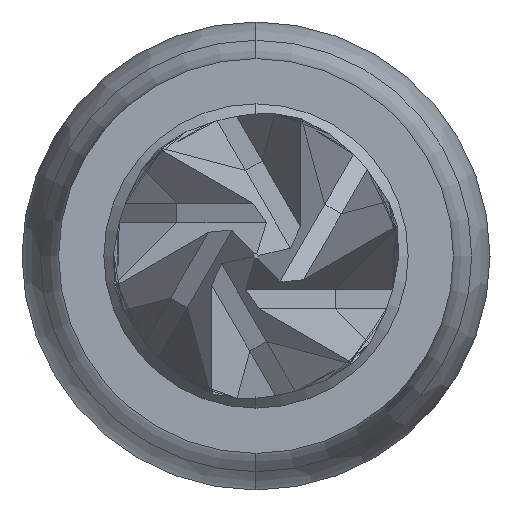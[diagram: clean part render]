
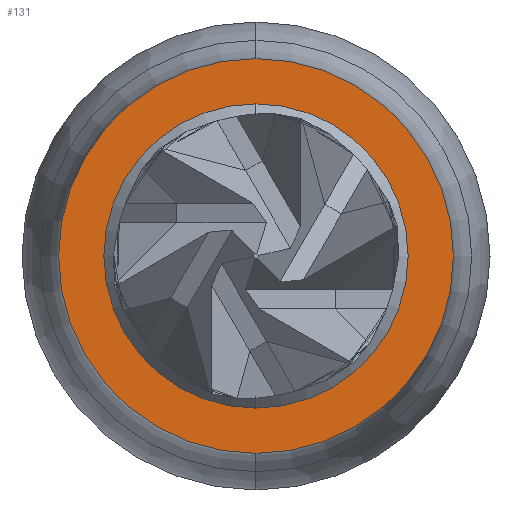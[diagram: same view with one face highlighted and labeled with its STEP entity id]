
A CAD part, left-side view. The second image highlights one B-rep face of the part: STEP entity #131.
In plain terms, the highlighted planar face has unit normal (-1, 0, 0).
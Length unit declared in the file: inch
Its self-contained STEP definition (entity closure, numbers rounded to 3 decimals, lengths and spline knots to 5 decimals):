
#28 = EDGE_CURVE ( 'NONE', #792, #1525, #2294, .T. ) ;
#131 = ADVANCED_FACE ( 'NONE', ( #2797, #176 ), #2402, .F. ) ;
#138 = ORIENTED_EDGE ( 'NONE', *, *, #2986, .T. ) ;
#176 = FACE_OUTER_BOUND ( 'NONE', #1693, .T. ) ;
#196 = CIRCLE ( 'NONE', #1948, 0.01025 ) ;
#537 = VERTEX_POINT ( 'NONE', #2266 ) ;
#665 = AXIS2_PLACEMENT_3D ( 'NONE', #2188, #3189, #2720 ) ;
#690 = CIRCLE ( 'NONE', #2133, 0.0079 ) ;
#699 = CARTESIAN_POINT ( 'NONE',  ( 0., 0., 0.0079 ) ) ;
#792 = VERTEX_POINT ( 'NONE', #1247 ) ;
#1005 = VERTEX_POINT ( 'NONE', #699 ) ;
#1247 = CARTESIAN_POINT ( 'NONE',  ( 0., 0., 0.01025 ) ) ;
#1347 = CARTESIAN_POINT ( 'NONE',  ( 0., 0., 0. ) ) ;
#1399 = DIRECTION ( 'NONE',  ( 0., 0., 1. ) ) ;
#1411 = DIRECTION ( 'NONE',  ( -1., 0., 0. ) ) ;
#1428 = CARTESIAN_POINT ( 'NONE',  ( 0., 0., 0. ) ) ;
#1516 = AXIS2_PLACEMENT_3D ( 'NONE', #3225, #3264, #3254 ) ;
#1523 = AXIS2_PLACEMENT_3D ( 'NONE', #2237, #2225, #2207 ) ;
#1525 = VERTEX_POINT ( 'NONE', #2157 ) ;
#1693 = EDGE_LOOP ( 'NONE', ( #1777, #138 ) ) ;
#1777 = ORIENTED_EDGE ( 'NONE', *, *, #28, .T. ) ;
#1793 = EDGE_CURVE ( 'NONE', #1005, #537, #690, .T. ) ;
#1948 = AXIS2_PLACEMENT_3D ( 'NONE', #1428, #1411, #1399 ) ;
#2055 = EDGE_CURVE ( 'NONE', #537, #1005, #2288, .T. ) ;
#2133 = AXIS2_PLACEMENT_3D ( 'NONE', #1347, #2833, #2747 ) ;
#2139 = EDGE_LOOP ( 'NONE', ( #2466, #2378 ) ) ;
#2157 = CARTESIAN_POINT ( 'NONE',  ( 0., 0., -0.01025 ) ) ;
#2188 = CARTESIAN_POINT ( 'NONE',  ( 0., 0., 0. ) ) ;
#2207 = DIRECTION ( 'NONE',  ( 0., 0., -1. ) ) ;
#2225 = DIRECTION ( 'NONE',  ( 1., 0., 0. ) ) ;
#2237 = CARTESIAN_POINT ( 'NONE',  ( 0., 0.0125, 0. ) ) ;
#2266 = CARTESIAN_POINT ( 'NONE',  ( 0., 0., -0.0079 ) ) ;
#2288 = CIRCLE ( 'NONE', #665, 0.0079 ) ;
#2294 = CIRCLE ( 'NONE', #1516, 0.01025 ) ;
#2378 = ORIENTED_EDGE ( 'NONE', *, *, #1793, .F. ) ;
#2402 = PLANE ( 'NONE',  #1523 ) ;
#2466 = ORIENTED_EDGE ( 'NONE', *, *, #2055, .F. ) ;
#2720 = DIRECTION ( 'NONE',  ( 0., 0., -1. ) ) ;
#2747 = DIRECTION ( 'NONE',  ( 0., 0., -1. ) ) ;
#2797 = FACE_BOUND ( 'NONE', #2139, .T. ) ;
#2833 = DIRECTION ( 'NONE',  ( -1., 0., 0. ) ) ;
#2986 = EDGE_CURVE ( 'NONE', #1525, #792, #196, .T. ) ;
#3189 = DIRECTION ( 'NONE',  ( -1., 0., 0. ) ) ;
#3225 = CARTESIAN_POINT ( 'NONE',  ( 0., 0., 0. ) ) ;
#3254 = DIRECTION ( 'NONE',  ( 0., 0., 1. ) ) ;
#3264 = DIRECTION ( 'NONE',  ( -1., 0., 0. ) ) ;
